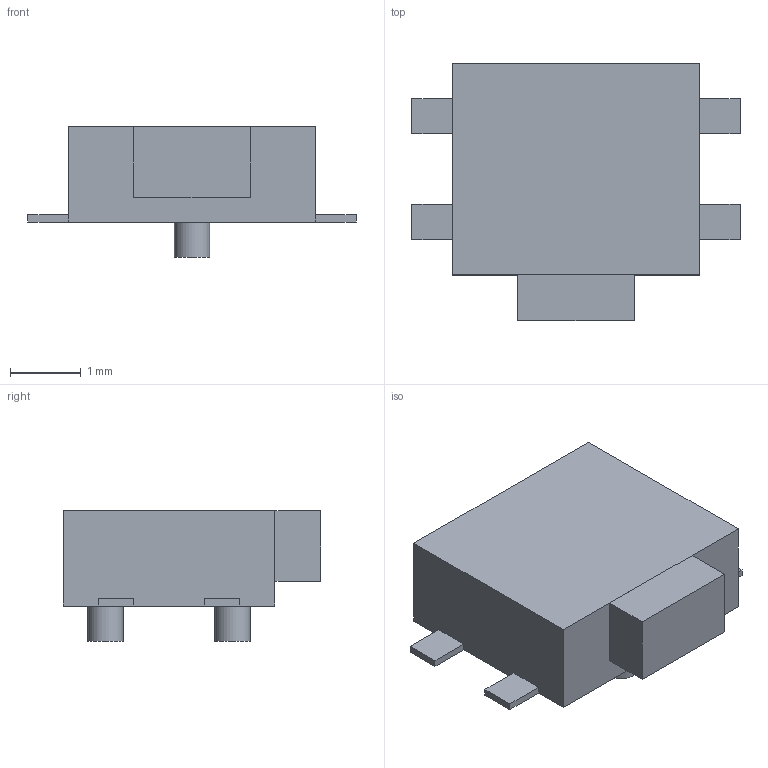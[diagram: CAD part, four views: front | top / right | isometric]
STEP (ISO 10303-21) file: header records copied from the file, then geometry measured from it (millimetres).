
FILE_DESCRIPTION(('FreeCAD Model'),'2;1');
FILE_NAME('Open CASCADE Shape Model','2021-07-26T02:17:30',(''),(''), 'Open CASCADE STEP processor 7.5','FreeCAD','Unknown');
FILE_SCHEMA(('AUTOMOTIVE_DESIGN { 1 0 10303 214 1 1 1 1 }'));
Length unit declared in the file: millimetre
Products named in the file (8): ____________________1; Body; Body001; Array (Mirror #1); Array001; Body003; Array; Body002
Assembly tree (9 placements, depth 3):
  ____________________1
    Body
    Body001
    Array (Mirror #1)
    Array001
      Body003  x2
    Array
      Body002  x2
Bounding box: 4.65 x 3.65 x 1.85 mm (x, y, z)
Volume: 15.6 mm3; surface area: 50.8 mm2
Topology: 8 solids, 8 shells, 42 faces, 78 edges, 52 vertices
Faces by surface type: plane 40, cylinder 2
Full cylindrical faces by diameter (mm): 0.5 x2
Entity records: 1841 total; most frequent: DIRECTION 277, CARTESIAN_POINT 274, LINE 185, VECTOR 185, ORIENTED_EDGE 126, PCURVE 126, DEFINITIONAL_REPRESENTATION 126, EDGE_CURVE 63
